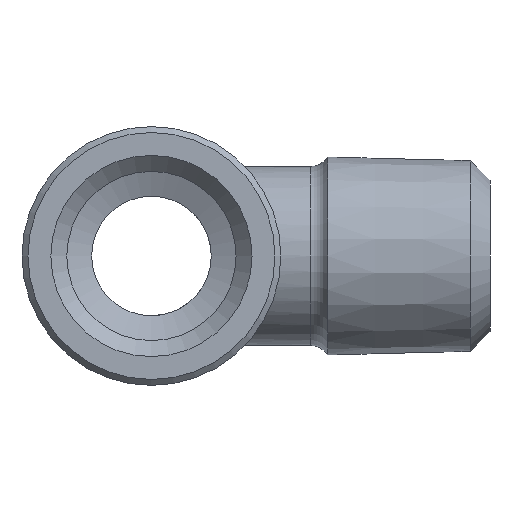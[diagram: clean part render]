
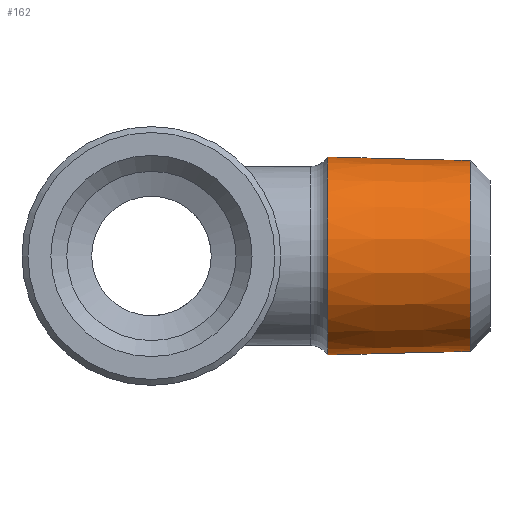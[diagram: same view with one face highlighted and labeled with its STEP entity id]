
A CAD part, left-side view. The second image highlights one B-rep face of the part: STEP entity #162.
In plain terms, the highlighted conical face has half-angle 1.47 degrees and reference radius 4.979 mm.
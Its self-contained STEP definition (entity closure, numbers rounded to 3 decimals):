
#162 = ADVANCED_FACE( 'NONE', ( #370, #371 ), #372, .T. );
#370 = FACE_OUTER_BOUND( '', #721, .T. );
#371 = FACE_BOUND( '', #722, .T. );
#372 = CONICAL_SURFACE( '', #723, 4.979, 0.026 );
#721 = EDGE_LOOP( '', ( #1395 ) );
#722 = EDGE_LOOP( '', ( #1396 ) );
#723 = AXIS2_PLACEMENT_3D( '', #1397, #1398, #1399 );
#1395 = ORIENTED_EDGE( '', *, *, #1655, .F. );
#1396 = ORIENTED_EDGE( '', *, *, #1654, .F. );
#1397 = CARTESIAN_POINT( '', ( 0., -8.5, 0. ) );
#1398 = DIRECTION( '', ( 0., 1., 0. ) );
#1399 = DIRECTION( '', ( 0., 0., 1. ) );
#1654 = EDGE_CURVE( 'NONE', #1988, #1988, #1989, .T. );
#1655 = EDGE_CURVE( 'NONE', #1990, #1990, #1991, .T. );
#1988 = VERTEX_POINT( '', #2721 );
#1989 = CIRCLE( '', #2722, 4.787 );
#1990 = VERTEX_POINT( '', #2723 );
#1991 = CIRCLE( '', #2724, 4.971 );
#2721 = CARTESIAN_POINT( '', ( 0., -16., -4.787 ) );
#2722 = AXIS2_PLACEMENT_3D( '', #3089, #3090, #3091 );
#2723 = CARTESIAN_POINT( '', ( 0., -8.848, 4.971 ) );
#2724 = AXIS2_PLACEMENT_3D( '', #3092, #3093, #3094 );
#3089 = CARTESIAN_POINT( '', ( 0., -16., 0. ) );
#3090 = DIRECTION( '', ( 0., -1., 0. ) );
#3091 = DIRECTION( '', ( 0., 0., -1. ) );
#3092 = CARTESIAN_POINT( '', ( 0., -8.848, 0. ) );
#3093 = DIRECTION( '', ( 0., 1., 0. ) );
#3094 = DIRECTION( '', ( 0., 0., 1. ) );
